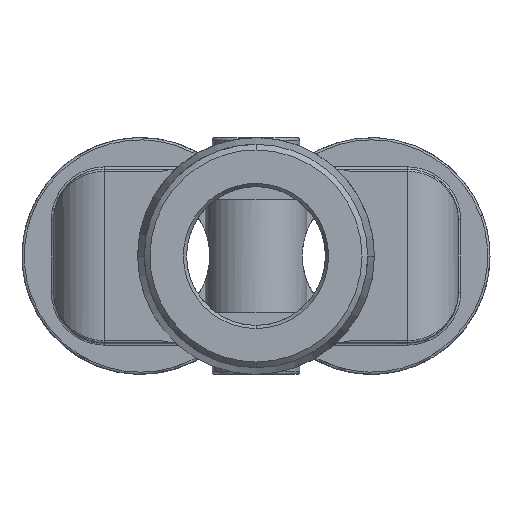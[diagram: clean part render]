
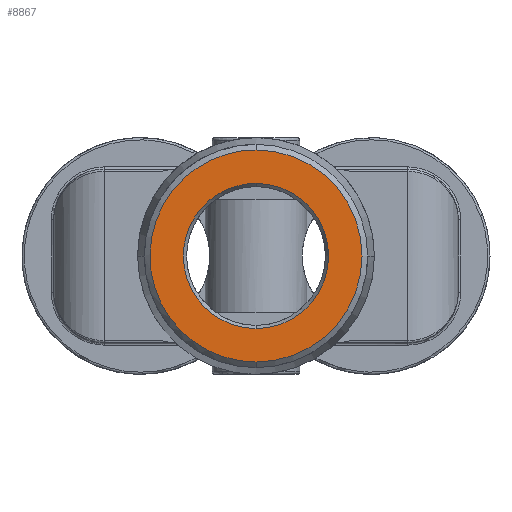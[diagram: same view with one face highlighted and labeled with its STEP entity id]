
A CAD part, front view. The second image highlights one B-rep face of the part: STEP entity #8867.
In plain terms, the highlighted planar face has unit normal (0, -1, 0).
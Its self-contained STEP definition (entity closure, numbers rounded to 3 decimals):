
#8752=CARTESIAN_POINT('Axis2P3D Location',(0.,-6.5,0.)) ;
#8756=CARTESIAN_POINT('Vertex',(0.,-6.5,-6.439)) ;
#8758=CARTESIAN_POINT('Vertex',(0.,-6.5,6.439)) ;
#8793=CARTESIAN_POINT('Axis2P3D Location',(0.,-6.5,0.)) ;
#8799=CARTESIAN_POINT('Control Point',(0.,-6.5,-9.4)) ;
#8800=CARTESIAN_POINT('Control Point',(-0.901,-6.5,-9.4)) ;
#8801=CARTESIAN_POINT('Control Point',(-1.802,-6.5,-9.292)) ;
#8802=CARTESIAN_POINT('Control Point',(-2.686,-6.5,-9.076)) ;
#8803=CARTESIAN_POINT('Control Point',(-4.385,-6.5,-8.436)) ;
#8804=CARTESIAN_POINT('Control Point',(-5.885,-6.5,-7.413)) ;
#8805=CARTESIAN_POINT('Control Point',(-6.57,-6.5,-6.814)) ;
#8806=CARTESIAN_POINT('Control Point',(-7.782,-6.5,-5.463)) ;
#8807=CARTESIAN_POINT('Control Point',(-8.641,-6.5,-3.864)) ;
#8808=CARTESIAN_POINT('Control Point',(-8.972,-6.5,-3.016)) ;
#8809=CARTESIAN_POINT('Control Point',(-9.424,-6.5,-1.258)) ;
#8810=CARTESIAN_POINT('Control Point',(-9.449,-6.5,0.557)) ;
#8811=CARTESIAN_POINT('Control Point',(-9.352,-6.5,1.462)) ;
#8812=CARTESIAN_POINT('Control Point',(-8.942,-6.5,3.23)) ;
#8813=CARTESIAN_POINT('Control Point',(-8.127,-6.5,4.852)) ;
#8814=CARTESIAN_POINT('Control Point',(-7.623,-6.5,5.61)) ;
#8815=CARTESIAN_POINT('Control Point',(-6.445,-6.5,6.991)) ;
#8816=CARTESIAN_POINT('Control Point',(-4.973,-6.5,8.053)) ;
#8817=CARTESIAN_POINT('Control Point',(-4.177,-6.5,8.494)) ;
#8818=CARTESIAN_POINT('Control Point',(-2.87,-6.5,9.023)) ;
#8819=CARTESIAN_POINT('Control Point',(-1.494,-6.5,9.301)) ;
#8820=CARTESIAN_POINT('Control Point',(-0.998,-6.5,9.367)) ;
#8821=CARTESIAN_POINT('Control Point',(-0.499,-6.5,9.4)) ;
#8822=CARTESIAN_POINT('Control Point',(0.,-6.5,9.4)) ;
#8823=CARTESIAN_POINT('Vertex',(0.,-6.5,-9.4)) ;
#8825=CARTESIAN_POINT('Vertex',(0.,-6.5,9.4)) ;
#8828=CARTESIAN_POINT('Axis2P3D Location',(0.,-6.5,0.)) ;
#8838=CARTESIAN_POINT('Control Point',(0.,-6.5,-6.439)) ;
#8839=CARTESIAN_POINT('Control Point',(-0.622,-6.5,-6.439)) ;
#8840=CARTESIAN_POINT('Control Point',(-1.243,-6.5,-6.364)) ;
#8841=CARTESIAN_POINT('Control Point',(-1.853,-6.5,-6.214)) ;
#8842=CARTESIAN_POINT('Control Point',(-3.023,-6.5,-5.77)) ;
#8843=CARTESIAN_POINT('Control Point',(-4.055,-6.5,-5.06)) ;
#8844=CARTESIAN_POINT('Control Point',(-4.525,-6.5,-4.644)) ;
#8845=CARTESIAN_POINT('Control Point',(-5.356,-6.5,-3.707)) ;
#8846=CARTESIAN_POINT('Control Point',(-5.94,-6.5,-2.6)) ;
#8847=CARTESIAN_POINT('Control Point',(-6.163,-6.5,-2.013)) ;
#8848=CARTESIAN_POINT('Control Point',(-6.465,-6.5,-0.798)) ;
#8849=CARTESIAN_POINT('Control Point',(-6.468,-6.5,0.454)) ;
#8850=CARTESIAN_POINT('Control Point',(-6.394,-6.5,1.078)) ;
#8851=CARTESIAN_POINT('Control Point',(-6.096,-6.5,2.294)) ;
#8852=CARTESIAN_POINT('Control Point',(-5.518,-6.5,3.404)) ;
#8853=CARTESIAN_POINT('Control Point',(-5.163,-6.5,3.922)) ;
#8854=CARTESIAN_POINT('Control Point',(-4.335,-6.5,4.861)) ;
#8855=CARTESIAN_POINT('Control Point',(-3.308,-6.5,5.577)) ;
#8856=CARTESIAN_POINT('Control Point',(-2.753,-6.5,5.87)) ;
#8857=CARTESIAN_POINT('Control Point',(-1.871,-6.5,6.208)) ;
#8858=CARTESIAN_POINT('Control Point',(-0.947,-6.5,6.38)) ;
#8859=CARTESIAN_POINT('Control Point',(-0.633,-6.5,6.419)) ;
#8860=CARTESIAN_POINT('Control Point',(-0.316,-6.5,6.439)) ;
#8861=CARTESIAN_POINT('Control Point',(0.,-6.5,6.439)) ;
#8753=DIRECTION('Axis2P3D Direction',(0.,-1.,0.)) ;
#8794=DIRECTION('Axis2P3D Direction',(0.,-1.,0.)) ;
#8795=DIRECTION('Axis2P3D XDirection',(0.,0.,1.)) ;
#8829=DIRECTION('Axis2P3D Direction',(0.,-1.,0.)) ;
#8754=AXIS2_PLACEMENT_3D('Circle Axis2P3D',#8752,#8753,$) ;
#8796=AXIS2_PLACEMENT_3D('Plane Axis2P3D',#8793,#8794,#8795) ;
#8830=AXIS2_PLACEMENT_3D('Circle Axis2P3D',#8828,#8829,$) ;
#8834=ORIENTED_EDGE('',*,*,#8827,.F.) ;
#8835=ORIENTED_EDGE('',*,*,#8832,.T.) ;
#8864=ORIENTED_EDGE('',*,*,#8760,.F.) ;
#8865=ORIENTED_EDGE('',*,*,#8862,.T.) ;
#8866=FACE_BOUND('',#8863,.T.) ;
#8867=ADVANCED_FACE('MANIFOLD_SOLID_BREP #7850',(#8836,#8866),#8797,.T.) ;
#8798=B_SPLINE_CURVE_WITH_KNOTS('',5,(#8799,#8800,#8801,#8802,#8803,#8804,#8805,#8806,#8807,#8808,#8809,#8810,#8811,#8812,#8813,#8814,#8815,#8816,#8817,#8818,#8819,#8820,#8821,#8822),.UNSPECIFIED.,.F.,.U.,(6,3,3,3,3,3,3,6),(0.,6.372,12.745,19.117,25.49,31.862,38.234,41.763),.UNSPECIFIED.) ;
#8837=B_SPLINE_CURVE_WITH_KNOTS('',5,(#8838,#8839,#8840,#8841,#8842,#8843,#8844,#8845,#8846,#8847,#8848,#8849,#8850,#8851,#8852,#8853,#8854,#8855,#8856,#8857,#8858,#8859,#8860,#8861),.UNSPECIFIED.,.F.,.U.,(6,3,3,3,3,3,3,6),(0.,4.395,8.79,13.185,17.58,21.975,26.37,28.606),.UNSPECIFIED.) ;
#8755=CIRCLE('generated circle',#8754,6.439) ;
#8831=CIRCLE('generated circle',#8830,9.4) ;
#8760=EDGE_CURVE('',#8757,#8759,#8755,.T.) ;
#8827=EDGE_CURVE('',#8824,#8826,#8798,.T.) ;
#8832=EDGE_CURVE('',#8824,#8826,#8831,.T.) ;
#8862=EDGE_CURVE('',#8757,#8759,#8837,.T.) ;
#8833=EDGE_LOOP('',(#8834,#8835)) ;
#8863=EDGE_LOOP('',(#8864,#8865)) ;
#8836=FACE_OUTER_BOUND('',#8833,.T.) ;
#8797=PLANE('',#8796) ;
#8757=VERTEX_POINT('',#8756) ;
#8759=VERTEX_POINT('',#8758) ;
#8824=VERTEX_POINT('',#8823) ;
#8826=VERTEX_POINT('',#8825) ;
